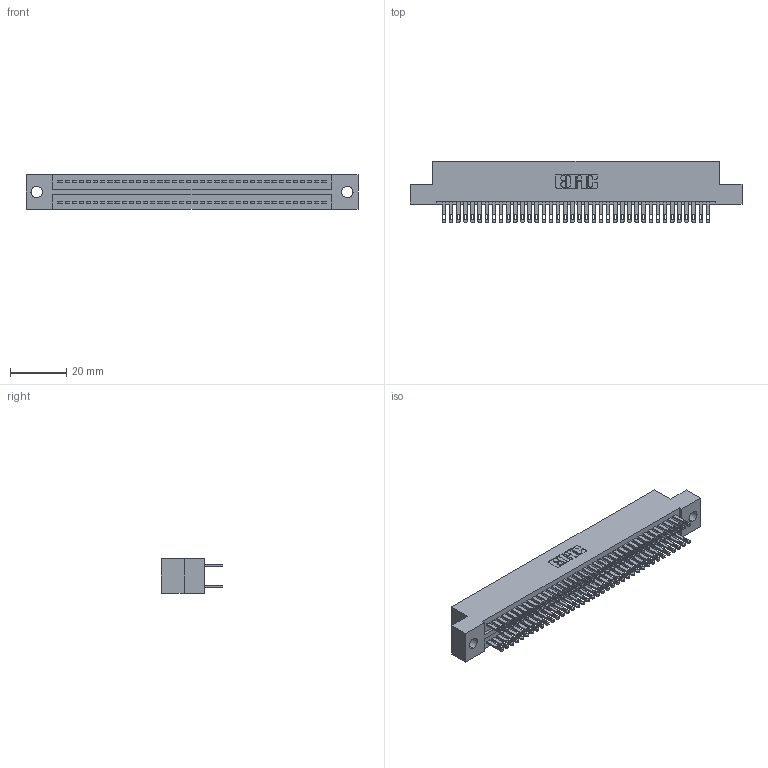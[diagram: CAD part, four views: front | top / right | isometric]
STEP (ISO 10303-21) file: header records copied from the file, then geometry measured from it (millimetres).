
FILE_DESCRIPTION (( 'STEP AP203' ), '1' );
FILE_NAME ('325-076-500-209.STEP', '2020-02-25T04:14:28', ( '' ), ( '' ), 'SwSTEP 2.0', 'SolidWorks 2016', '' );
FILE_SCHEMA (( 'CONFIG_CONTROL_DESIGN' ));
Length unit declared in the file: inch
Products named in the file (3): 325 Part_.160 TH; 325-292-001_325-293-100; 325-076-500-209
Assembly tree (77 placements, depth 2):
  325-076-500-209
    325 Part_.160 TH
    325-292-001_325-293-100  x76
Bounding box: 118.24 x 21.84 x 12.45 mm (x, y, z)
Volume: 15229.4 mm3; surface area: 19053.5 mm2
Topology: 77 solids, 77 shells, 3762 faces, 11483 edges, 7654 vertices
Faces by surface type: plane 2350, cylinder 1412
Entity records: 24897 total; most frequent: CARTESIAN_POINT 4130, ORIENTED_EDGE 4066, DIRECTION 3537, EDGE_CURVE 2033, LINE 1901, VECTOR 1901, VERTEX_POINT 1354, AXIS2_PLACEMENT_3D 818
